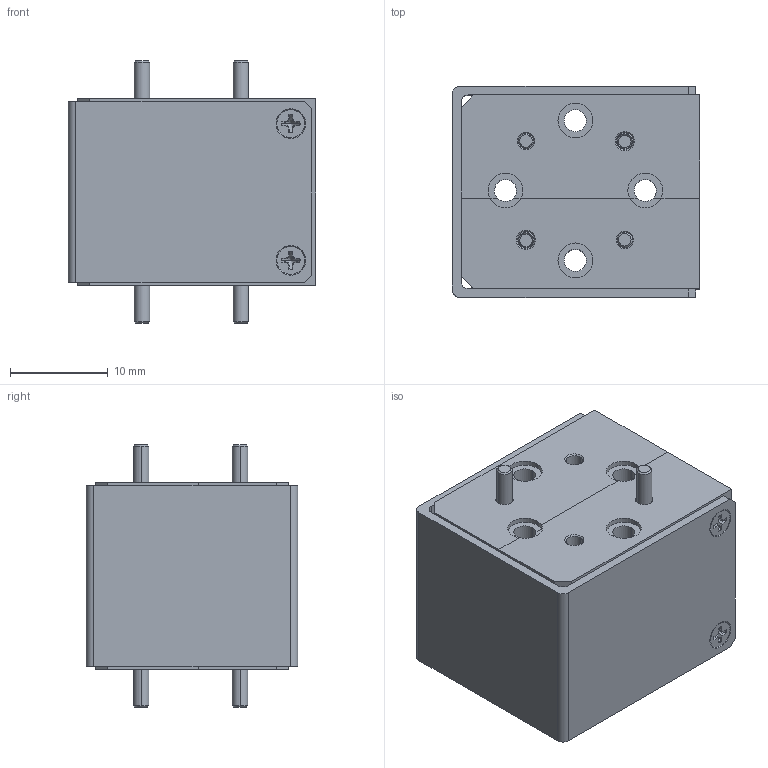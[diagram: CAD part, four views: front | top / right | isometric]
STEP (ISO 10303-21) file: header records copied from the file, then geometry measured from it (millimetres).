
FILE_DESCRIPTION (( 'STEP AP203' ), '1' );
FILE_NAME ('NW-IE.STEP', '2016-09-23T17:12:24', ( '' ), ( '' ), 'SwSTEP 2.0', 'SolidWorks 2013', '' );
FILE_SCHEMA (( 'CONFIG_CONTROL_DESIGN' ));
Length unit declared in the file: inch
Products named in the file (1): NW-IE
Bounding box: 25.27 x 21.59 x 26.8 mm (x, y, z)
Surface area: 5893.2 mm2 (no closed solid volume)
Topology: 0 solids, 11 shells, 250 faces, 710 edges, 472 vertices
Faces by surface type: plane 110, cylinder 72, cone 68
Entity records: 8299 total; most frequent: CARTESIAN_POINT 1777, DIRECTION 1372, ORIENTED_EDGE 1260, EDGE_CURVE 702, AXIS2_PLACEMENT_3D 515, VERTEX_POINT 472, VECTOR 342, LINE 342
